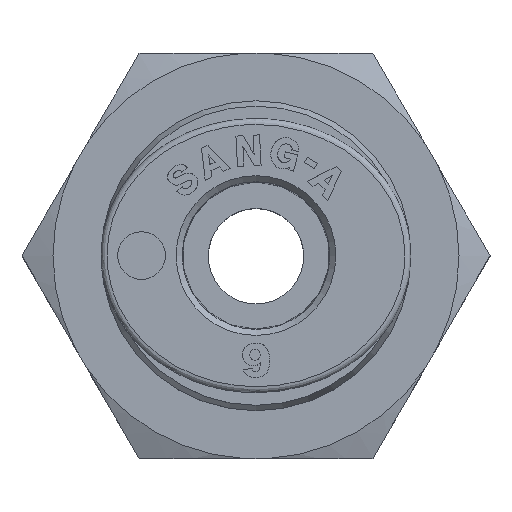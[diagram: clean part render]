
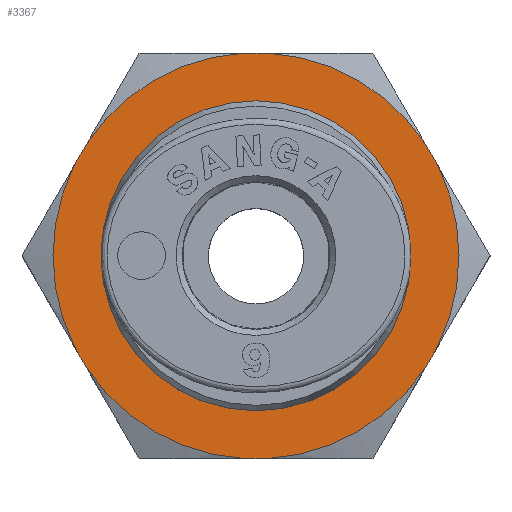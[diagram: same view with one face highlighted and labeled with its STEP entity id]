
A CAD part, top view. The second image highlights one B-rep face of the part: STEP entity #3367.
In plain terms, the highlighted face is planar.
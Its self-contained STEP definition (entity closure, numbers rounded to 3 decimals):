
#671=CARTESIAN_POINT('',(8.5,14.,-0.504));
#672=VERTEX_POINT('',#671);
#686=CARTESIAN_POINT('',(8.5,14.,0.504));
#687=VERTEX_POINT('',#686);
#688=CARTESIAN_POINT('',(8.5,14.,0.504));
#689=DIRECTION('',(0.0,0.0,-1.0));
#690=VECTOR('',#689,1.009);
#691=LINE('',#688,#690);
#692=EDGE_CURVE('',#687,#672,#691,.T.);
#2373=CARTESIAN_POINT('',(-8.5,14.,0.504));
#2374=VERTEX_POINT('',#2373);
#2388=CARTESIAN_POINT('',(-8.5,14.,-0.504));
#2389=VERTEX_POINT('',#2388);
#2390=CARTESIAN_POINT('',(-8.5,14.,-0.504));
#2391=DIRECTION('',(0.0,0.0,1.0));
#2392=VECTOR('',#2391,1.009);
#2393=LINE('',#2390,#2392);
#2394=EDGE_CURVE('',#2389,#2374,#2393,.T.);
#2983=CARTESIAN_POINT('',(-3.813,14.,7.613));
#2984=VERTEX_POINT('',#2983);
#2998=CARTESIAN_POINT('',(-4.687,14.,7.109));
#2999=VERTEX_POINT('',#2998);
#3000=CARTESIAN_POINT('',(-4.687,14.,7.109));
#3001=DIRECTION('',(0.866,0.0,0.5));
#3002=VECTOR('',#3001,1.009);
#3003=LINE('',#3000,#3002);
#3004=EDGE_CURVE('',#2999,#2984,#3003,.T.);
#3037=CARTESIAN_POINT('',(4.687,14.,7.109));
#3038=VERTEX_POINT('',#3037);
#3052=CARTESIAN_POINT('',(3.813,14.,7.613));
#3053=VERTEX_POINT('',#3052);
#3054=CARTESIAN_POINT('',(3.813,14.,7.613));
#3055=DIRECTION('',(0.866,0.0,-0.5));
#3056=VECTOR('',#3055,1.009);
#3057=LINE('',#3054,#3056);
#3058=EDGE_CURVE('',#3053,#3038,#3057,.T.);
#3093=CARTESIAN_POINT('',(-4.687,14.,-7.109));
#3094=VERTEX_POINT('',#3093);
#3108=CARTESIAN_POINT('',(-3.813,14.,-7.613));
#3109=VERTEX_POINT('',#3108);
#3110=CARTESIAN_POINT('',(-3.813,14.,-7.613));
#3111=DIRECTION('',(-0.866,0.0,0.5));
#3112=VECTOR('',#3111,1.009);
#3113=LINE('',#3110,#3112);
#3114=EDGE_CURVE('',#3109,#3094,#3113,.T.);
#3161=CARTESIAN_POINT('',(3.813,14.,-7.613));
#3162=VERTEX_POINT('',#3161);
#3176=CARTESIAN_POINT('',(4.687,14.,-7.109));
#3177=VERTEX_POINT('',#3176);
#3178=CARTESIAN_POINT('',(4.687,14.,-7.109));
#3179=DIRECTION('',(-0.866,0.0,-0.5));
#3180=VECTOR('',#3179,1.009);
#3181=LINE('',#3178,#3180);
#3182=EDGE_CURVE('',#3177,#3162,#3181,.T.);
#3230=CARTESIAN_POINT('',(0.0,14.,0.0));
#3231=DIRECTION('',(0.0,1.0,0.0));
#3232=DIRECTION('',(0.0,0.0,-1.0));
#3233=AXIS2_PLACEMENT_3D('',#3230,#3231,#3232);
#3234=CIRCLE('',#3233,8.515);
#3235=EDGE_CURVE('',#3094,#2389,#3234,.T.);
#3247=CARTESIAN_POINT('',(0.0,14.,0.0));
#3248=DIRECTION('',(0.0,1.0,0.0));
#3249=DIRECTION('',(0.0,0.0,-1.0));
#3250=AXIS2_PLACEMENT_3D('',#3247,#3248,#3249);
#3251=CIRCLE('',#3250,8.515);
#3252=EDGE_CURVE('',#3162,#3109,#3251,.T.);
#3264=CARTESIAN_POINT('',(0.0,14.,0.0));
#3265=DIRECTION('',(0.0,1.0,0.0));
#3266=DIRECTION('',(0.0,0.0,-1.0));
#3267=AXIS2_PLACEMENT_3D('',#3264,#3265,#3266);
#3268=CIRCLE('',#3267,8.515);
#3269=EDGE_CURVE('',#672,#3177,#3268,.T.);
#3281=CARTESIAN_POINT('',(0.0,14.,0.0));
#3282=DIRECTION('',(0.0,1.0,0.0));
#3283=DIRECTION('',(0.0,0.0,-1.0));
#3284=AXIS2_PLACEMENT_3D('',#3281,#3282,#3283);
#3285=CIRCLE('',#3284,8.515);
#3286=EDGE_CURVE('',#3038,#687,#3285,.T.);
#3298=CARTESIAN_POINT('',(0.0,14.,0.0));
#3299=DIRECTION('',(0.0,1.0,0.0));
#3300=DIRECTION('',(0.0,0.0,-1.0));
#3301=AXIS2_PLACEMENT_3D('',#3298,#3299,#3300);
#3302=CIRCLE('',#3301,8.515);
#3303=EDGE_CURVE('',#2984,#3053,#3302,.T.);
#3316=CARTESIAN_POINT('',(0.0,14.,0.0));
#3317=DIRECTION('',(0.0,1.0,0.0));
#3318=DIRECTION('',(0.0,0.0,-1.0));
#3319=AXIS2_PLACEMENT_3D('',#3316,#3317,#3318);
#3320=CIRCLE('',#3319,8.515);
#3321=EDGE_CURVE('',#2374,#2999,#3320,.T.);
#3337=CARTESIAN_POINT('',(0.,14.,0.));
#3338=DIRECTION('',(0.0,-1.0,0.0));
#3339=DIRECTION('',(0.0,0.0,-1.0));
#3340=AXIS2_PLACEMENT_3D('',#3337,#3338,#3339);
#3341=PLANE('',#3340);
#3342=ORIENTED_EDGE('',*,*,#3321,.T.);
#3343=ORIENTED_EDGE('',*,*,#3004,.T.);
#3344=ORIENTED_EDGE('',*,*,#3303,.T.);
#3345=ORIENTED_EDGE('',*,*,#3058,.T.);
#3346=ORIENTED_EDGE('',*,*,#3286,.T.);
#3347=ORIENTED_EDGE('',*,*,#692,.T.);
#3348=ORIENTED_EDGE('',*,*,#3269,.T.);
#3349=ORIENTED_EDGE('',*,*,#3182,.T.);
#3350=ORIENTED_EDGE('',*,*,#3252,.T.);
#3351=ORIENTED_EDGE('',*,*,#3114,.T.);
#3352=ORIENTED_EDGE('',*,*,#3235,.T.);
#3353=ORIENTED_EDGE('',*,*,#2394,.T.);
#3354=EDGE_LOOP('',(#3342,#3343,#3344,#3345,#3346,#3347,#3348,#3349,#3350,#3351,#3352,#3353));
#3355=FACE_OUTER_BOUND('',#3354,.T.);
#3356=CARTESIAN_POINT('',(-6.5,14.,0.0));
#3357=VERTEX_POINT('',#3356);
#3358=CARTESIAN_POINT('',(0.,14.,0.0));
#3359=DIRECTION('',(0.0,1.0,0.0));
#3360=DIRECTION('',(-1.0,0.0,0.0));
#3361=AXIS2_PLACEMENT_3D('',#3358,#3359,#3360);
#3362=CIRCLE('',#3361,6.5);
#3363=EDGE_CURVE('',#3357,#3357,#3362,.T.);
#3364=ORIENTED_EDGE('',*,*,#3363,.F.);
#3365=EDGE_LOOP('',(#3364));
#3366=FACE_BOUND('',#3365,.T.);
#3367=ADVANCED_FACE('',(#3355,#3366),#3341,.F.);
